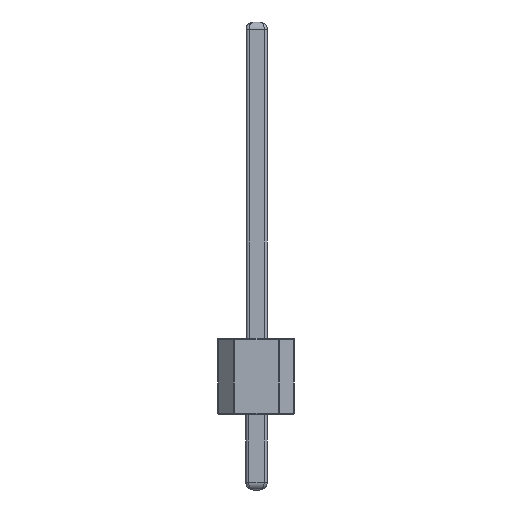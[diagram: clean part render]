
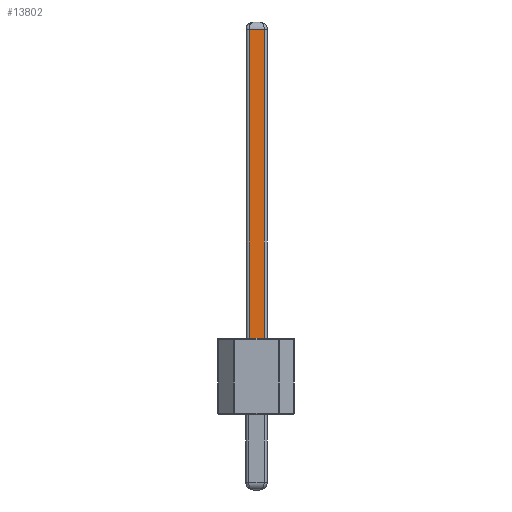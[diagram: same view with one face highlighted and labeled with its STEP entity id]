
A CAD part, front view. The second image highlights one B-rep face of the part: STEP entity #13802.
In plain terms, the highlighted planar face has unit normal (0, -1, 0).
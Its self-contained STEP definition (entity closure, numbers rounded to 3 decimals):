
#355=PLANE('',#14903);
#1089=LINE('',#21659,#2145);
#1109=LINE('',#21808,#2165);
#1111=LINE('',#21837,#2167);
#1113=LINE('',#21842,#2169);
#2145=VECTOR('',#16898,10.);
#2165=VECTOR('',#16978,10.);
#2167=VECTOR('',#16988,10.);
#2169=VECTOR('',#16994,10.);
#3698=FACE_OUTER_BOUND('',#4708,.T.);
#4708=EDGE_LOOP('',(#9788,#9789,#9790,#9791));
#6493=VERTEX_POINT('',#21657);
#6494=VERTEX_POINT('',#21658);
#6513=VERTEX_POINT('',#21807);
#6516=VERTEX_POINT('',#21836);
#7597=EDGE_CURVE('',#6493,#6494,#1089,.T.);
#7633=EDGE_CURVE('',#6494,#6513,#1109,.T.);
#7638=EDGE_CURVE('',#6513,#6516,#1111,.T.);
#7641=EDGE_CURVE('',#6516,#6493,#1113,.T.);
#9788=ORIENTED_EDGE('',*,*,#7633,.F.);
#9789=ORIENTED_EDGE('',*,*,#7597,.F.);
#9790=ORIENTED_EDGE('',*,*,#7641,.F.);
#9791=ORIENTED_EDGE('',*,*,#7638,.F.);
#13802=ADVANCED_FACE('',(#3698),#355,.T.);
#14903=AXIS2_PLACEMENT_3D('',#21841,#16992,#16993);
#16898=DIRECTION('',(-1.,0.,0.));
#16978=DIRECTION('',(0.,0.,1.));
#16988=DIRECTION('',(1.,0.,0.));
#16992=DIRECTION('center_axis',(0.,-1.,0.));
#16993=DIRECTION('ref_axis',(1.,0.,0.));
#16994=DIRECTION('',(0.,0.,-1.));
#21657=CARTESIAN_POINT('',(-2.055,-1.259,2.54));
#21658=CARTESIAN_POINT('',(-2.562,-1.259,2.54));
#21659=CARTESIAN_POINT('',(-2.496,-1.259,2.54));
#21807=CARTESIAN_POINT('',(-2.562,-1.259,12.79));
#21808=CARTESIAN_POINT('',(-2.562,-1.259,2.54));
#21836=CARTESIAN_POINT('',(-2.055,-1.259,12.79));
#21837=CARTESIAN_POINT('',(-2.485,-1.259,12.79));
#21841=CARTESIAN_POINT('Origin',(-2.662,-1.259,2.54));
#21842=CARTESIAN_POINT('',(-2.055,-1.259,2.54));
